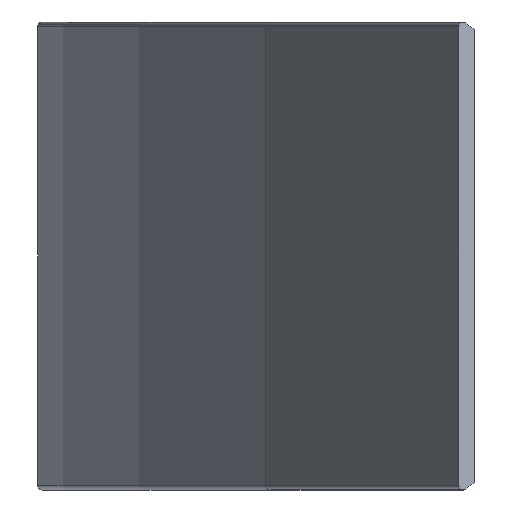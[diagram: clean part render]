
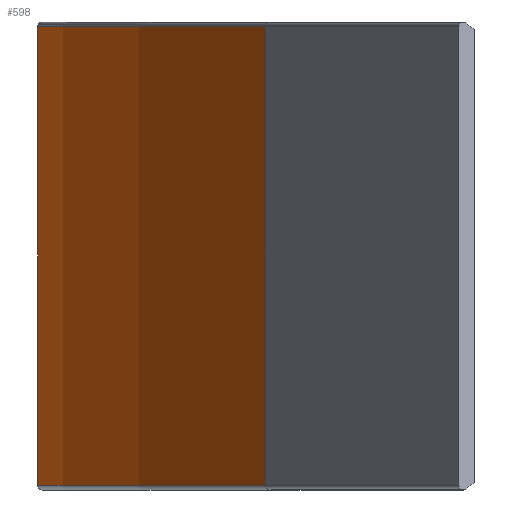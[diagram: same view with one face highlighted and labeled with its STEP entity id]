
A CAD part, left-side view. The second image highlights one B-rep face of the part: STEP entity #598.
In plain terms, the highlighted cylindrical face has radius 296.833 mm (diameter 593.667 mm), a partial arc.
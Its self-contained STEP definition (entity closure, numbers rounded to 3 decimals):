
#39 = CARTESIAN_POINT ( 'NONE',  ( 91.968, 13.393, 14.7 ) ) ;
#41 = EDGE_CURVE ( 'NONE', #697, #207, #136, .T. ) ;
#92 = DIRECTION ( 'NONE',  ( 0., 0., 1. ) ) ;
#93 = VECTOR ( 'NONE', #92, 1000. ) ;
#108 = ORIENTED_EDGE ( 'NONE', *, *, #41, .T. ) ;
#119 = ORIENTED_EDGE ( 'NONE', *, *, #133, .F. ) ;
#133 = EDGE_CURVE ( 'NONE', #291, #396, #417, .T. ) ;
#136 = CIRCLE ( 'NONE', #617, 296.833 ) ;
#162 = EDGE_CURVE ( 'NONE', #396, #207, #757, .T. ) ;
#174 = EDGE_LOOP ( 'NONE', ( #108, #684, #119, #671 ) ) ;
#181 = CARTESIAN_POINT ( 'NONE',  ( 0., -268.833, 14.7 ) ) ;
#207 = VERTEX_POINT ( 'NONE', #39 ) ;
#216 = VECTOR ( 'NONE', #226, 1000. ) ;
#226 = DIRECTION ( 'NONE',  ( 0., 0., 1. ) ) ;
#239 = DIRECTION ( 'NONE',  ( 0., 0., -1. ) ) ;
#272 = DIRECTION ( 'NONE',  ( -0.31, 0.951, 0. ) ) ;
#273 = AXIS2_PLACEMENT_3D ( 'NONE', #448, #750, #272 ) ;
#291 = VERTEX_POINT ( 'NONE', #427 ) ;
#311 = CARTESIAN_POINT ( 'NONE',  ( 0., -268.833, 0. ) ) ;
#360 = AXIS2_PLACEMENT_3D ( 'NONE', #311, #538, #485 ) ;
#362 = LINE ( 'NONE', #583, #216 ) ;
#396 = VERTEX_POINT ( 'NONE', #735 ) ;
#407 = DIRECTION ( 'NONE',  ( -0.31, 0.951, 0. ) ) ;
#417 = CIRCLE ( 'NONE', #273, 296.833 ) ;
#427 = CARTESIAN_POINT ( 'NONE',  ( -91.968, 13.393, -14.7 ) ) ;
#448 = CARTESIAN_POINT ( 'NONE',  ( 0., -268.833, -14.7 ) ) ;
#485 = DIRECTION ( 'NONE',  ( -1., 0., 0. ) ) ;
#520 = CARTESIAN_POINT ( 'NONE',  ( -91.968, 13.393, 14.7 ) ) ;
#522 = EDGE_CURVE ( 'NONE', #291, #697, #362, .T. ) ;
#538 = DIRECTION ( 'NONE',  ( 0., 0., -1. ) ) ;
#583 = CARTESIAN_POINT ( 'NONE',  ( -91.968, 13.393, 14.7 ) ) ;
#592 = FACE_OUTER_BOUND ( 'NONE', #174, .T. ) ;
#598 = ADVANCED_FACE ( 'NONE', ( #592 ), #665, .T. ) ;
#617 = AXIS2_PLACEMENT_3D ( 'NONE', #181, #239, #407 ) ;
#665 = CYLINDRICAL_SURFACE ( 'NONE', #360, 296.833 ) ;
#671 = ORIENTED_EDGE ( 'NONE', *, *, #522, .T. ) ;
#684 = ORIENTED_EDGE ( 'NONE', *, *, #162, .F. ) ;
#688 = CARTESIAN_POINT ( 'NONE',  ( 91.968, 13.393, 14.7 ) ) ;
#697 = VERTEX_POINT ( 'NONE', #520 ) ;
#735 = CARTESIAN_POINT ( 'NONE',  ( 91.968, 13.393, -14.7 ) ) ;
#750 = DIRECTION ( 'NONE',  ( 0., 0., -1. ) ) ;
#757 = LINE ( 'NONE', #688, #93 ) ;
